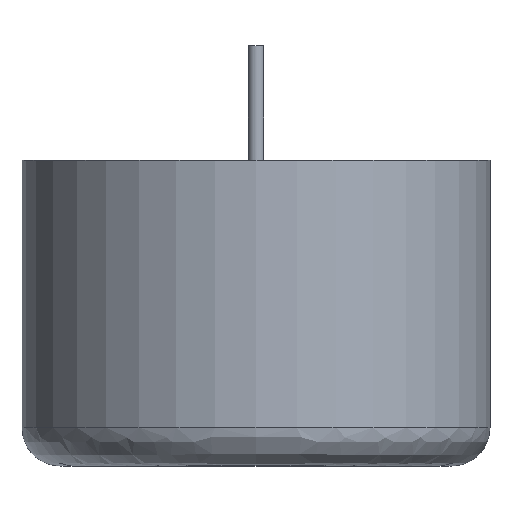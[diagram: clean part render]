
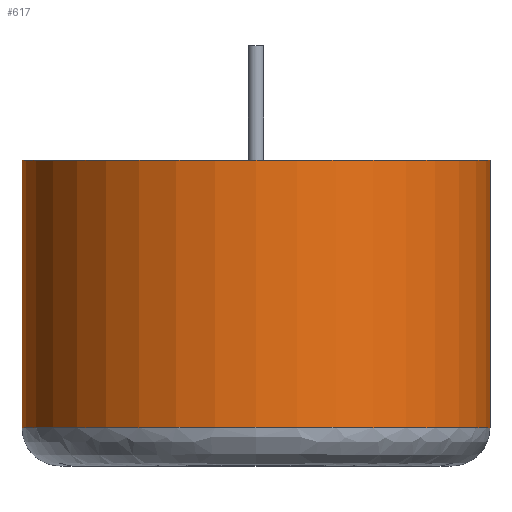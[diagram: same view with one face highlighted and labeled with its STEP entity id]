
A CAD part, top view. The second image highlights one B-rep face of the part: STEP entity #617.
In plain terms, the highlighted free-form (B-spline) face has degree [8, 1] with [9, 2] control points.
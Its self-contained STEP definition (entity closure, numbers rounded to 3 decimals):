
#87=CARTESIAN_POINT('',(0.,2.,0.));
#88=DIRECTION('',(0.,-1.,0.));
#89=DIRECTION('',(1.,0.,0.));
#90=AXIS2_PLACEMENT_3D('',#87,#88,#89);
#92=DIRECTION('',(0.,1.,0.));
#93=VECTOR('',#92,14.);
#94=CARTESIAN_POINT('',(-12.25,2.,0.));
#95=LINE('',#94,#93);
#101=DIRECTION('',(0.,1.,0.));
#102=VECTOR('',#101,14.);
#103=CARTESIAN_POINT('',(12.25,2.,0.));
#104=LINE('',#103,#102);
#110=CARTESIAN_POINT('',(0.,16.,0.));
#111=DIRECTION('',(0.,1.,0.));
#112=DIRECTION('',(-1.,0.,0.));
#113=AXIS2_PLACEMENT_3D('',#110,#111,#112);
#309=CARTESIAN_POINT('',(12.25,16.,0.));
#310=CARTESIAN_POINT('',(-12.25,16.,0.));
#311=VERTEX_POINT('',#309);
#312=VERTEX_POINT('',#310);
#317=CARTESIAN_POINT('',(-12.25,2.,0.));
#318=CARTESIAN_POINT('',(12.25,2.,0.));
#319=VERTEX_POINT('',#317);
#320=VERTEX_POINT('',#318);
#589=CARTESIAN_POINT('',(-12.226,1.72,-0.769));
#590=CARTESIAN_POINT('',(-12.226,16.28,-0.769));
#591=CARTESIAN_POINT('',(-12.54,1.72,4.224));
#592=CARTESIAN_POINT('',(-12.54,16.28,4.224));
#593=CARTESIAN_POINT('',(-10.524,1.72,9.364));
#594=CARTESIAN_POINT('',(-10.524,16.28,9.364));
#595=CARTESIAN_POINT('',(-6.101,1.72,13.381));
#596=CARTESIAN_POINT('',(-6.101,16.28,13.381));
#597=CARTESIAN_POINT('',(0.002,1.72,14.957));
#598=CARTESIAN_POINT('',(0.002,16.28,14.957));
#599=CARTESIAN_POINT('',(6.099,1.72,13.381));
#600=CARTESIAN_POINT('',(6.099,16.28,13.381));
#601=CARTESIAN_POINT('',(10.524,1.72,9.364));
#602=CARTESIAN_POINT('',(10.524,16.28,9.364));
#603=CARTESIAN_POINT('',(12.54,1.72,4.224));
#604=CARTESIAN_POINT('',(12.54,16.28,4.224));
#605=CARTESIAN_POINT('',(12.226,1.72,-0.769));
#606=CARTESIAN_POINT('',(12.226,16.28,-0.769));
#607=B_SPLINE_SURFACE_WITH_KNOTS('',8,1,((#589,#590),(#591,#592),(#593,#594),(
#595,#596),(#597,#598),(#599,#600),(#601,#602),(#603,#604),(#605,#606)),
.UNSPECIFIED.,.F.,.F.,.F.,(9,9),(2,2),(3.079,6.346),(
1.72,16.28),.UNSPECIFIED.);
#608=ORIENTED_EDGE('',*,*,#583,.T.);
#610=ORIENTED_EDGE('',*,*,#609,.T.);
#612=ORIENTED_EDGE('',*,*,#611,.T.);
#614=ORIENTED_EDGE('',*,*,#613,.F.);
#615=EDGE_LOOP('',(#608,#610,#612,#614));
#616=FACE_OUTER_BOUND('',#615,.F.);
#617=ADVANCED_FACE('',(#616),#607,.T.);
#91=CIRCLE('',#90,12.25);
#114=CIRCLE('',#113,12.25);
#583=EDGE_CURVE('',#320,#319,#91,.T.);
#609=EDGE_CURVE('',#319,#312,#95,.T.);
#611=EDGE_CURVE('',#312,#311,#114,.T.);
#613=EDGE_CURVE('',#320,#311,#104,.T.);
